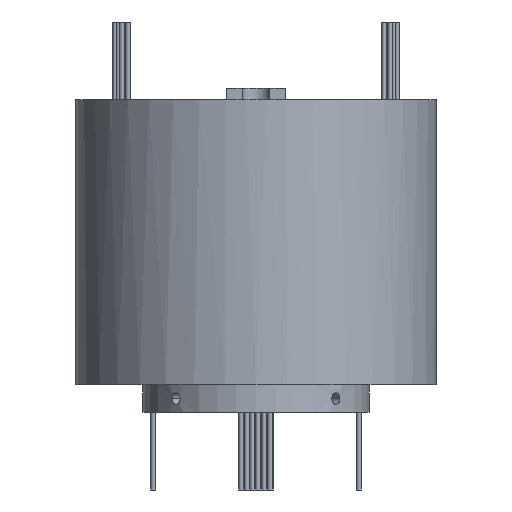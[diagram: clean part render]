
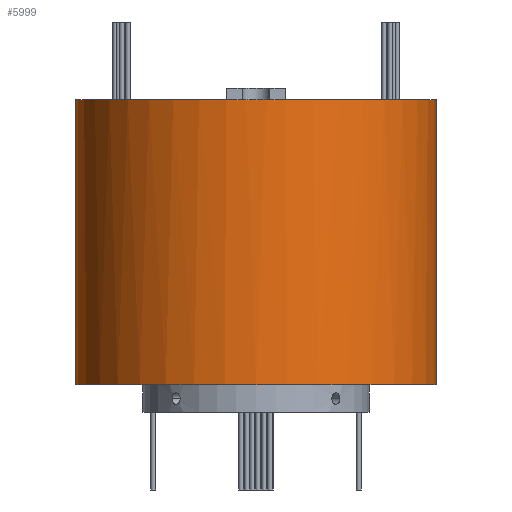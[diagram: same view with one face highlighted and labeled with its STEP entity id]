
A CAD part, front view. The second image highlights one B-rep face of the part: STEP entity #5999.
In plain terms, the highlighted cylindrical face has radius 79 mm (diameter 158 mm), a partial arc.
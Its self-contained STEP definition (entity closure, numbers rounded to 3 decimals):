
#331 = DIRECTION ( 'NONE',  ( 1., 0., 0. ) ) ;
#458 = CARTESIAN_POINT ( 'NONE',  ( 79., 0., 136.8 ) ) ;
#788 = CARTESIAN_POINT ( 'NONE',  ( 13., -77.923, 136.8 ) ) ;
#1057 = VECTOR ( 'NONE', #4385, 1000. ) ;
#1397 = DIRECTION ( 'NONE',  ( 0., 0., 1. ) ) ;
#1473 = AXIS2_PLACEMENT_3D ( 'NONE', #8144, #4265, #331 ) ;
#1525 = VERTEX_POINT ( 'NONE', #5618 ) ;
#1547 = CARTESIAN_POINT ( 'NONE',  ( 0., 0., 136.8 ) ) ;
#1905 = VERTEX_POINT ( 'NONE', #5062 ) ;
#1979 = LINE ( 'NONE', #4795, #3726 ) ;
#2000 = AXIS2_PLACEMENT_3D ( 'NONE', #1547, #6125, #2221 ) ;
#2176 = ORIENTED_EDGE ( 'NONE', *, *, #6595, .F. ) ;
#2221 = DIRECTION ( 'NONE',  ( 1., 0., 0. ) ) ;
#2293 = FACE_OUTER_BOUND ( 'NONE', #5283, .T. ) ;
#2568 = ORIENTED_EDGE ( 'NONE', *, *, #3282, .T. ) ;
#2569 = CARTESIAN_POINT ( 'NONE',  ( 0., 0., 136.8 ) ) ;
#2978 = ORIENTED_EDGE ( 'NONE', *, *, #4379, .F. ) ;
#3049 = CIRCLE ( 'NONE', #1473, 79. ) ;
#3202 = CIRCLE ( 'NONE', #2000, 79. ) ;
#3282 = EDGE_CURVE ( 'NONE', #1905, #7563, #1979, .T. ) ;
#3414 = CIRCLE ( 'NONE', #6713, 79. ) ;
#3543 = CARTESIAN_POINT ( 'NONE',  ( 0., 0., 12. ) ) ;
#3726 = VECTOR ( 'NONE', #6092, 1000. ) ;
#3789 = EDGE_CURVE ( 'NONE', #5835, #6122, #3049, .T. ) ;
#3833 = CYLINDRICAL_SURFACE ( 'NONE', #4260, 79. ) ;
#3960 = ORIENTED_EDGE ( 'NONE', *, *, #7922, .T. ) ;
#4210 = DIRECTION ( 'NONE',  ( 1., 0., 0. ) ) ;
#4260 = AXIS2_PLACEMENT_3D ( 'NONE', #2569, #5823, #7133 ) ;
#4265 = DIRECTION ( 'NONE',  ( 0., 0., 1. ) ) ;
#4349 = LINE ( 'NONE', #458, #1057 ) ;
#4379 = EDGE_CURVE ( 'NONE', #6122, #1525, #4579, .T. ) ;
#4385 = DIRECTION ( 'NONE',  ( 0., 0., -1. ) ) ;
#4480 = VERTEX_POINT ( 'NONE', #8001 ) ;
#4579 = CIRCLE ( 'NONE', #8310, 79. ) ;
#4795 = CARTESIAN_POINT ( 'NONE',  ( -79., 0., 136.8 ) ) ;
#5062 = CARTESIAN_POINT ( 'NONE',  ( -79., 0., 136.8 ) ) ;
#5283 = EDGE_LOOP ( 'NONE', ( #7269, #2978, #8002, #2176, #2568, #3960 ) ) ;
#5327 = CARTESIAN_POINT ( 'NONE',  ( 0., 0., 136.8 ) ) ;
#5618 = CARTESIAN_POINT ( 'NONE',  ( 79., 0., 136.8 ) ) ;
#5689 = CARTESIAN_POINT ( 'NONE',  ( -13., -77.923, 136.8 ) ) ;
#5823 = DIRECTION ( 'NONE',  ( 0., 0., -1. ) ) ;
#5835 = VERTEX_POINT ( 'NONE', #5689 ) ;
#5981 = DIRECTION ( 'NONE',  ( 1., 0., 0. ) ) ;
#5999 = ADVANCED_FACE ( 'NONE', ( #2293 ), #3833, .T. ) ;
#6092 = DIRECTION ( 'NONE',  ( 0., 0., -1. ) ) ;
#6122 = VERTEX_POINT ( 'NONE', #788 ) ;
#6125 = DIRECTION ( 'NONE',  ( 0., 0., 1. ) ) ;
#6595 = EDGE_CURVE ( 'NONE', #1905, #5835, #3202, .T. ) ;
#6713 = AXIS2_PLACEMENT_3D ( 'NONE', #3543, #8088, #4210 ) ;
#7133 = DIRECTION ( 'NONE',  ( -1., 0., 0. ) ) ;
#7269 = ORIENTED_EDGE ( 'NONE', *, *, #7677, .F. ) ;
#7563 = VERTEX_POINT ( 'NONE', #8153 ) ;
#7677 = EDGE_CURVE ( 'NONE', #1525, #4480, #4349, .T. ) ;
#7922 = EDGE_CURVE ( 'NONE', #7563, #4480, #3414, .T. ) ;
#8001 = CARTESIAN_POINT ( 'NONE',  ( 79., 0., 12. ) ) ;
#8002 = ORIENTED_EDGE ( 'NONE', *, *, #3789, .F. ) ;
#8088 = DIRECTION ( 'NONE',  ( 0., 0., 1. ) ) ;
#8144 = CARTESIAN_POINT ( 'NONE',  ( 0., 0., 136.8 ) ) ;
#8153 = CARTESIAN_POINT ( 'NONE',  ( -79., 0., 12. ) ) ;
#8310 = AXIS2_PLACEMENT_3D ( 'NONE', #5327, #1397, #5981 ) ;
